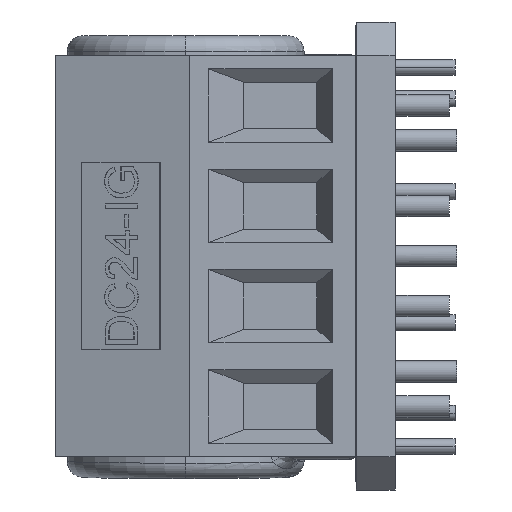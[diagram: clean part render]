
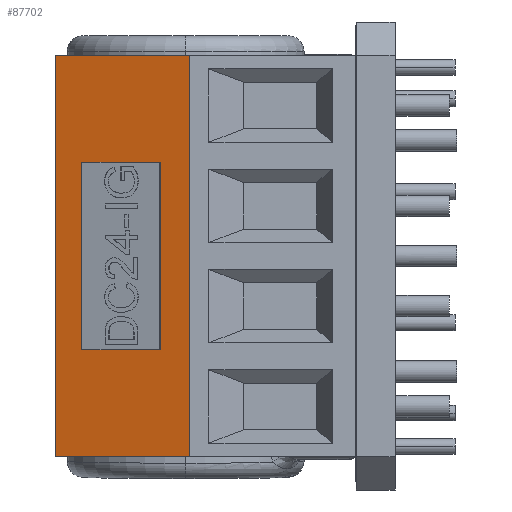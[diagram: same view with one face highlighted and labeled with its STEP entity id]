
A CAD part, left-side view. The second image highlights one B-rep face of the part: STEP entity #87702.
In plain terms, the highlighted planar face has unit normal (-0.963, 0.271, 0).
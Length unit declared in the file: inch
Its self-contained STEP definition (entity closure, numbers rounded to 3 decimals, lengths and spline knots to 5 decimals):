
#5804 = VERTEX_POINT ( 'NONE', #96702 ) ;
#6072 = LINE ( 'NONE', #74358, #113609 ) ;
#8511 = DIRECTION ( 'NONE',  ( -0.271, -0.963, 0. ) ) ;
#9401 = LINE ( 'NONE', #54263, #16641 ) ;
#13091 = VERTEX_POINT ( 'NONE', #88317 ) ;
#13239 = CARTESIAN_POINT ( 'NONE',  ( -0.1358, 0.09358, -0.3 ) ) ;
#13658 = LINE ( 'NONE', #33283, #86686 ) ;
#15632 = PLANE ( 'NONE',  #28448 ) ;
#16641 = VECTOR ( 'NONE', #27823, 39.37008 ) ;
#18672 = ORIENTED_EDGE ( 'NONE', *, *, #54681, .T. ) ;
#27823 = DIRECTION ( 'NONE',  ( -0.271, -0.963, 0. ) ) ;
#28448 = AXIS2_PLACEMENT_3D ( 'NONE', #13239, #88870, #118281 ) ;
#33283 = CARTESIAN_POINT ( 'NONE',  ( -0.0792, 0.29477, -0.3 ) ) ;
#33813 = ORIENTED_EDGE ( 'NONE', *, *, #97181, .F. ) ;
#35336 = CARTESIAN_POINT ( 'NONE',  ( -0.1358, 0.09358, -0.3 ) ) ;
#43678 = DIRECTION ( 'NONE',  ( 0., 0., 1. ) ) ;
#54263 = CARTESIAN_POINT ( 'NONE',  ( -0.0792, 0.29477, 0.3 ) ) ;
#54681 = EDGE_CURVE ( 'NONE', #5804, #93851, #6072, .T. ) ;
#74358 = CARTESIAN_POINT ( 'NONE',  ( -0.0792, 0.29477, -0.3 ) ) ;
#78897 = EDGE_LOOP ( 'NONE', ( #18672, #118553, #33813, #91252 ) ) ;
#86686 = VECTOR ( 'NONE', #43678, 39.37008 ) ;
#87702 = ADVANCED_FACE ( 'NONE', ( #99848 ), #15632, .T. ) ;
#88307 = VECTOR ( 'NONE', #119547, 39.37008 ) ;
#88317 = CARTESIAN_POINT ( 'NONE',  ( -0.1358, 0.09358, 0.3 ) ) ;
#88712 = CARTESIAN_POINT ( 'NONE',  ( -0.0792, 0.29477, 0.3 ) ) ;
#88870 = DIRECTION ( 'NONE',  ( -0.963, 0.271, 0. ) ) ;
#91252 = ORIENTED_EDGE ( 'NONE', *, *, #102304, .F. ) ;
#93851 = VERTEX_POINT ( 'NONE', #121007 ) ;
#96702 = CARTESIAN_POINT ( 'NONE',  ( -0.0792, 0.29477, -0.3 ) ) ;
#97181 = EDGE_CURVE ( 'NONE', #115387, #13091, #9401, .T. ) ;
#99848 = FACE_OUTER_BOUND ( 'NONE', #78897, .T. ) ;
#102304 = EDGE_CURVE ( 'NONE', #5804, #115387, #13658, .T. ) ;
#109746 = LINE ( 'NONE', #35336, #88307 ) ;
#113609 = VECTOR ( 'NONE', #8511, 39.37008 ) ;
#115387 = VERTEX_POINT ( 'NONE', #88712 ) ;
#118281 = DIRECTION ( 'NONE',  ( -0.271, -0.963, 0. ) ) ;
#118553 = ORIENTED_EDGE ( 'NONE', *, *, #119453, .T. ) ;
#119453 = EDGE_CURVE ( 'NONE', #93851, #13091, #109746, .T. ) ;
#119547 = DIRECTION ( 'NONE',  ( 0., 0., 1. ) ) ;
#121007 = CARTESIAN_POINT ( 'NONE',  ( -0.1358, 0.09358, -0.3 ) ) ;
